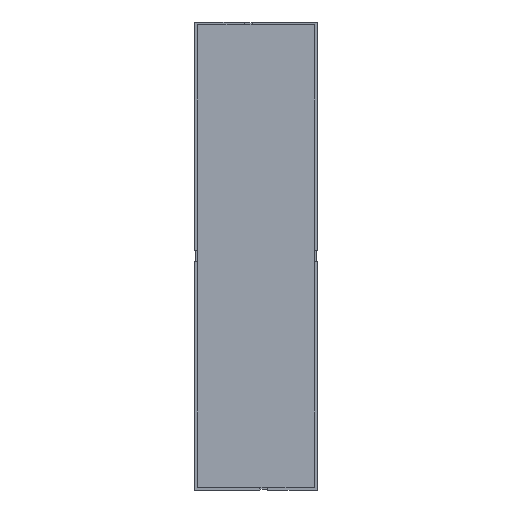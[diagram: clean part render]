
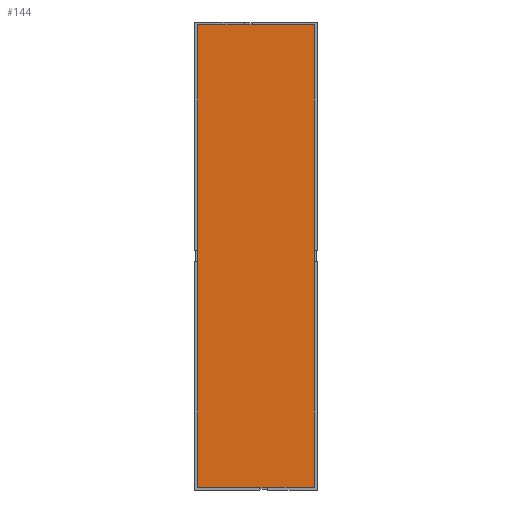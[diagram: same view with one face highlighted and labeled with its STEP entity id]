
A CAD part, top view. The second image highlights one B-rep face of the part: STEP entity #144.
In plain terms, the highlighted planar face has unit normal (0, 0, 1).
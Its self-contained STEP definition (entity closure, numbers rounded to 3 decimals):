
#8 = CARTESIAN_POINT ( 'NONE',  ( 19.7, 78.1, -0.1 ) ) ;
#17 = EDGE_CURVE ( 'NONE', #424, #117, #2656, .T. ) ;
#29 = ORIENTED_EDGE ( 'NONE', *, *, #1259, .T. ) ;
#117 = VERTEX_POINT ( 'NONE', #460 ) ;
#144 = ADVANCED_FACE ( 'NONE', ( #2832 ), #1335, .T. ) ;
#147 = CARTESIAN_POINT ( 'NONE',  ( -19.7, -78.1, -0.1 ) ) ;
#169 = EDGE_CURVE ( 'NONE', #1686, #2078, #2560, .T. ) ;
#181 = LINE ( 'NONE', #8, #1200 ) ;
#182 = CARTESIAN_POINT ( 'NONE',  ( 0., 0., -0.1 ) ) ;
#232 = ORIENTED_EDGE ( 'NONE', *, *, #965, .T. ) ;
#235 = EDGE_CURVE ( 'NONE', #1620, #1686, #975, .T. ) ;
#259 = VECTOR ( 'NONE', #864, 1000. ) ;
#299 = EDGE_CURVE ( 'NONE', #1238, #1453, #1072, .T. ) ;
#328 = LINE ( 'NONE', #2845, #1470 ) ;
#394 = EDGE_CURVE ( 'NONE', #522, #2442, #1057, .T. ) ;
#424 = VERTEX_POINT ( 'NONE', #1560 ) ;
#425 = CARTESIAN_POINT ( 'NONE',  ( 4., -78.1, -0.1 ) ) ;
#439 = EDGE_CURVE ( 'NONE', #1453, #522, #2635, .T. ) ;
#460 = CARTESIAN_POINT ( 'NONE',  ( -19.7, 78.1, -0.1 ) ) ;
#479 = ORIENTED_EDGE ( 'NONE', *, *, #1012, .T. ) ;
#495 = CARTESIAN_POINT ( 'NONE',  ( -19.7, 78.1, -0.1 ) ) ;
#522 = VERTEX_POINT ( 'NONE', #1382 ) ;
#543 = CARTESIAN_POINT ( 'NONE',  ( -19.7, 78.1, -0.1 ) ) ;
#548 = AXIS2_PLACEMENT_3D ( 'NONE', #182, #2500, #1345 ) ;
#706 = VECTOR ( 'NONE', #1367, 1000. ) ;
#707 = VERTEX_POINT ( 'NONE', #1392 ) ;
#735 = LINE ( 'NONE', #1458, #981 ) ;
#781 = VERTEX_POINT ( 'NONE', #2798 ) ;
#864 = DIRECTION ( 'NONE',  ( 1., 0., 0. ) ) ;
#887 = ORIENTED_EDGE ( 'NONE', *, *, #299, .T. ) ;
#965 = EDGE_CURVE ( 'NONE', #707, #1620, #181, .T. ) ;
#975 = LINE ( 'NONE', #2575, #1863 ) ;
#980 = CARTESIAN_POINT ( 'NONE',  ( 19.7, 78.1, -0.1 ) ) ;
#981 = VECTOR ( 'NONE', #1217, 1000. ) ;
#1012 = EDGE_CURVE ( 'NONE', #2078, #424, #2815, .T. ) ;
#1038 = DIRECTION ( 'NONE',  ( 1., 0., 0. ) ) ;
#1057 = LINE ( 'NONE', #1536, #2288 ) ;
#1072 = LINE ( 'NONE', #543, #2687 ) ;
#1077 = LINE ( 'NONE', #980, #1508 ) ;
#1103 = ORIENTED_EDGE ( 'NONE', *, *, #235, .T. ) ;
#1200 = VECTOR ( 'NONE', #1836, 1000. ) ;
#1217 = DIRECTION ( 'NONE',  ( 0., -1., 0. ) ) ;
#1227 = LINE ( 'NONE', #2177, #2287 ) ;
#1238 = VERTEX_POINT ( 'NONE', #1946 ) ;
#1259 = EDGE_CURVE ( 'NONE', #2442, #781, #1227, .T. ) ;
#1263 = CARTESIAN_POINT ( 'NONE',  ( -19.7, 2., -0.1 ) ) ;
#1335 = PLANE ( 'NONE',  #548 ) ;
#1345 = DIRECTION ( 'NONE',  ( 1., 0., 0. ) ) ;
#1350 = VERTEX_POINT ( 'NONE', #1263 ) ;
#1365 = VECTOR ( 'NONE', #2242, 1000. ) ;
#1367 = DIRECTION ( 'NONE',  ( -1., 0., 0. ) ) ;
#1382 = CARTESIAN_POINT ( 'NONE',  ( 1.3, -78.1, -0.1 ) ) ;
#1385 = ORIENTED_EDGE ( 'NONE', *, *, #439, .T. ) ;
#1392 = CARTESIAN_POINT ( 'NONE',  ( 19.7, -2., -0.1 ) ) ;
#1427 = EDGE_LOOP ( 'NONE', ( #1715, #1607, #887, #1385, #1489, #29, #1567, #232, #1103, #2608, #479, #2075 ) ) ;
#1445 = DIRECTION ( 'NONE',  ( 0., 1., 0. ) ) ;
#1453 = VERTEX_POINT ( 'NONE', #147 ) ;
#1458 = CARTESIAN_POINT ( 'NONE',  ( -19.7, 2., -0.1 ) ) ;
#1470 = VECTOR ( 'NONE', #2182, 1000. ) ;
#1489 = ORIENTED_EDGE ( 'NONE', *, *, #394, .T. ) ;
#1495 = DIRECTION ( 'NONE',  ( 0., -1., 0. ) ) ;
#1508 = VECTOR ( 'NONE', #1445, 1000. ) ;
#1536 = CARTESIAN_POINT ( 'NONE',  ( -19.7, -78.1, -0.1 ) ) ;
#1560 = CARTESIAN_POINT ( 'NONE',  ( -4., 78.1, -0.1 ) ) ;
#1567 = ORIENTED_EDGE ( 'NONE', *, *, #1739, .T. ) ;
#1607 = ORIENTED_EDGE ( 'NONE', *, *, #2720, .T. ) ;
#1620 = VERTEX_POINT ( 'NONE', #2790 ) ;
#1628 = CARTESIAN_POINT ( 'NONE',  ( 19.7, 78.1, -0.1 ) ) ;
#1648 = CARTESIAN_POINT ( 'NONE',  ( -19.7, 78.1, -0.1 ) ) ;
#1686 = VERTEX_POINT ( 'NONE', #1628 ) ;
#1715 = ORIENTED_EDGE ( 'NONE', *, *, #1931, .T. ) ;
#1739 = EDGE_CURVE ( 'NONE', #781, #707, #1077, .T. ) ;
#1779 = DIRECTION ( 'NONE',  ( 1., 0., 0. ) ) ;
#1836 = DIRECTION ( 'NONE',  ( 0., 1., 0. ) ) ;
#1863 = VECTOR ( 'NONE', #2759, 1000. ) ;
#1931 = EDGE_CURVE ( 'NONE', #117, #1350, #328, .T. ) ;
#1934 = VECTOR ( 'NONE', #2788, 1000. ) ;
#1946 = CARTESIAN_POINT ( 'NONE',  ( -19.7, -2., -0.1 ) ) ;
#2016 = CARTESIAN_POINT ( 'NONE',  ( -19.7, -78.1, -0.1 ) ) ;
#2075 = ORIENTED_EDGE ( 'NONE', *, *, #17, .T. ) ;
#2078 = VERTEX_POINT ( 'NONE', #2751 ) ;
#2177 = CARTESIAN_POINT ( 'NONE',  ( -19.7, -78.1, -0.1 ) ) ;
#2182 = DIRECTION ( 'NONE',  ( 0., -1., 0. ) ) ;
#2242 = DIRECTION ( 'NONE',  ( -1., 0., 0. ) ) ;
#2287 = VECTOR ( 'NONE', #1038, 1000. ) ;
#2288 = VECTOR ( 'NONE', #1779, 1000. ) ;
#2442 = VERTEX_POINT ( 'NONE', #425 ) ;
#2500 = DIRECTION ( 'NONE',  ( 0., 0., 1. ) ) ;
#2560 = LINE ( 'NONE', #1648, #1934 ) ;
#2575 = CARTESIAN_POINT ( 'NONE',  ( 19.7, 78.1, -0.1 ) ) ;
#2608 = ORIENTED_EDGE ( 'NONE', *, *, #169, .T. ) ;
#2635 = LINE ( 'NONE', #2016, #259 ) ;
#2656 = LINE ( 'NONE', #2918, #1365 ) ;
#2687 = VECTOR ( 'NONE', #1495, 1000. ) ;
#2720 = EDGE_CURVE ( 'NONE', #1350, #1238, #735, .T. ) ;
#2751 = CARTESIAN_POINT ( 'NONE',  ( -1.3, 78.1, -0.1 ) ) ;
#2759 = DIRECTION ( 'NONE',  ( 0., 1., 0. ) ) ;
#2788 = DIRECTION ( 'NONE',  ( -1., 0., 0. ) ) ;
#2790 = CARTESIAN_POINT ( 'NONE',  ( 19.7, 2., -0.1 ) ) ;
#2798 = CARTESIAN_POINT ( 'NONE',  ( 19.7, -78.1, -0.1 ) ) ;
#2815 = LINE ( 'NONE', #495, #706 ) ;
#2832 = FACE_OUTER_BOUND ( 'NONE', #1427, .T. ) ;
#2845 = CARTESIAN_POINT ( 'NONE',  ( -19.7, 78.1, -0.1 ) ) ;
#2918 = CARTESIAN_POINT ( 'NONE',  ( -19.7, 78.1, -0.1 ) ) ;
